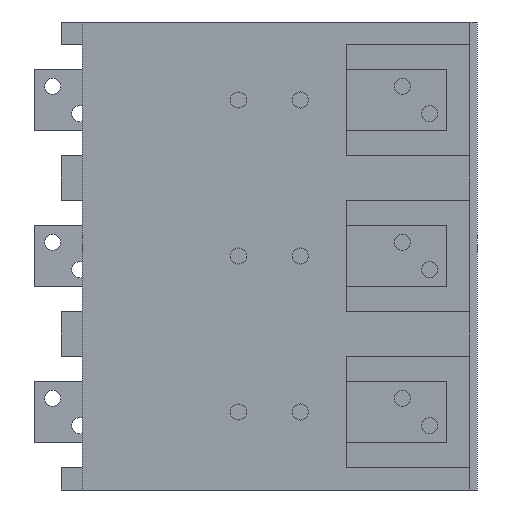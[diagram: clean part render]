
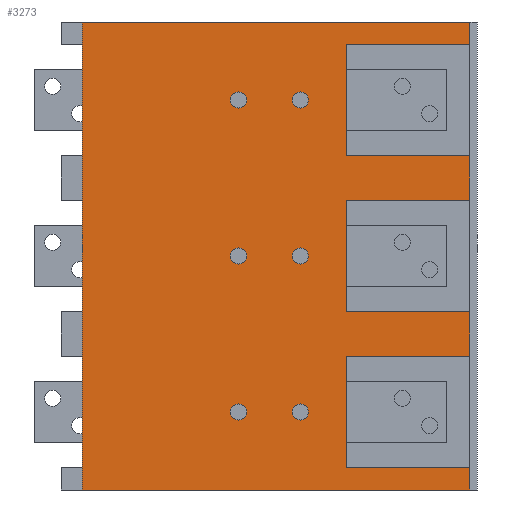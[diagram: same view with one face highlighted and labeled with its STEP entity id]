
A CAD part, front view. The second image highlights one B-rep face of the part: STEP entity #3273.
In plain terms, the highlighted planar face has unit normal (0, -1, 0).
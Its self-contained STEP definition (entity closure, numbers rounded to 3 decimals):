
#94=CARTESIAN_POINT('',(31.5,0.,63.));
#95=VERTEX_POINT('',#94);
#96=CARTESIAN_POINT('',(25.,0.,63.));
#97=DIRECTION('',(0.0,1.0,0.0));
#98=DIRECTION('',(1.0,0.0,0.0));
#99=AXIS2_PLACEMENT_3D('',#96,#97,#98);
#100=CIRCLE('',#99,6.5);
#101=EDGE_CURVE('',#95,#95,#100,.T.);
#152=CARTESIAN_POINT('',(-18.5,0.,63.));
#153=VERTEX_POINT('',#152);
#154=CARTESIAN_POINT('',(-25.,0.,63.));
#155=DIRECTION('',(0.0,1.0,0.0));
#156=DIRECTION('',(1.0,0.0,0.0));
#157=AXIS2_PLACEMENT_3D('',#154,#155,#156);
#158=CIRCLE('',#157,6.5);
#159=EDGE_CURVE('',#153,#153,#158,.T.);
#210=CARTESIAN_POINT('',(31.5,0.,315.));
#211=VERTEX_POINT('',#210);
#212=CARTESIAN_POINT('',(25.,0.,315.));
#213=DIRECTION('',(0.0,1.0,0.0));
#214=DIRECTION('',(1.0,0.0,0.0));
#215=AXIS2_PLACEMENT_3D('',#212,#213,#214);
#216=CIRCLE('',#215,6.5);
#217=EDGE_CURVE('',#211,#211,#216,.T.);
#268=CARTESIAN_POINT('',(-18.5,0.,315.));
#269=VERTEX_POINT('',#268);
#270=CARTESIAN_POINT('',(-25.,0.,315.));
#271=DIRECTION('',(0.0,1.0,0.0));
#272=DIRECTION('',(1.0,0.0,0.0));
#273=AXIS2_PLACEMENT_3D('',#270,#271,#272);
#274=CIRCLE('',#273,6.5);
#275=EDGE_CURVE('',#269,#269,#274,.T.);
#326=CARTESIAN_POINT('',(31.5,0.,189.));
#327=VERTEX_POINT('',#326);
#328=CARTESIAN_POINT('',(25.,0.,189.));
#329=DIRECTION('',(0.0,1.0,0.0));
#330=DIRECTION('',(1.0,0.0,0.0));
#331=AXIS2_PLACEMENT_3D('',#328,#329,#330);
#332=CIRCLE('',#331,6.5);
#333=EDGE_CURVE('',#327,#327,#332,.T.);
#384=CARTESIAN_POINT('',(-18.5,0.,189.));
#385=VERTEX_POINT('',#384);
#386=CARTESIAN_POINT('',(-25.,0.,189.));
#387=DIRECTION('',(0.0,1.0,0.0));
#388=DIRECTION('',(1.0,0.0,0.0));
#389=AXIS2_PLACEMENT_3D('',#386,#387,#388);
#390=CIRCLE('',#389,6.5);
#391=EDGE_CURVE('',#385,#385,#390,.T.);
#2288=CARTESIAN_POINT('',(-151.,0.,0.0));
#2289=VERTEX_POINT('',#2288);
#2296=CARTESIAN_POINT('',(-151.,0.,378.));
#2297=VERTEX_POINT('',#2296);
#2298=CARTESIAN_POINT('',(-151.,0.,0.0));
#2299=DIRECTION('',(0.0,0.0,1.0));
#2300=VECTOR('',#2299,378.);
#2301=LINE('',#2298,#2300);
#2302=EDGE_CURVE('',#2289,#2297,#2301,.T.);
#2828=CARTESIAN_POINT('',(61.886,0.,18.));
#2829=VERTEX_POINT('',#2828);
#2830=CARTESIAN_POINT('',(61.886,0.,108.0));
#2831=VERTEX_POINT('',#2830);
#2832=CARTESIAN_POINT('',(61.886,0.,18.));
#2833=DIRECTION('',(0.0,0.0,1.0));
#2834=VECTOR('',#2833,90.);
#2835=LINE('',#2832,#2834);
#2836=EDGE_CURVE('',#2829,#2831,#2835,.T.);
#2874=CARTESIAN_POINT('',(161.886,0.,108.0));
#2875=VERTEX_POINT('',#2874);
#2876=CARTESIAN_POINT('',(61.886,0.,108.0));
#2877=DIRECTION('',(1.0,0.0,0.0));
#2878=VECTOR('',#2877,100.0);
#2879=LINE('',#2876,#2878);
#2880=EDGE_CURVE('',#2831,#2875,#2879,.T.);
#2905=CARTESIAN_POINT('',(161.886,0.,18.));
#2906=VERTEX_POINT('',#2905);
#2907=CARTESIAN_POINT('',(161.886,0.,18.));
#2908=DIRECTION('',(-1.0,0.0,0.0));
#2909=VECTOR('',#2908,100.);
#2910=LINE('',#2907,#2909);
#2911=EDGE_CURVE('',#2906,#2829,#2910,.T.);
#2953=CARTESIAN_POINT('',(61.886,0.,144.0));
#2954=VERTEX_POINT('',#2953);
#2955=CARTESIAN_POINT('',(61.886,0.,234.));
#2956=VERTEX_POINT('',#2955);
#2957=CARTESIAN_POINT('',(61.886,0.,144.0));
#2958=DIRECTION('',(0.0,0.0,1.0));
#2959=VECTOR('',#2958,90.);
#2960=LINE('',#2957,#2959);
#2961=EDGE_CURVE('',#2954,#2956,#2960,.T.);
#2999=CARTESIAN_POINT('',(161.886,0.,234.));
#3000=VERTEX_POINT('',#2999);
#3001=CARTESIAN_POINT('',(61.886,0.,234.));
#3002=DIRECTION('',(1.0,0.0,0.0));
#3003=VECTOR('',#3002,100.0);
#3004=LINE('',#3001,#3003);
#3005=EDGE_CURVE('',#2956,#3000,#3004,.T.);
#3030=CARTESIAN_POINT('',(161.886,0.,144.0));
#3031=VERTEX_POINT('',#3030);
#3032=CARTESIAN_POINT('',(161.886,0.,144.0));
#3033=DIRECTION('',(-1.0,0.0,0.0));
#3034=VECTOR('',#3033,100.);
#3035=LINE('',#3032,#3034);
#3036=EDGE_CURVE('',#3031,#2954,#3035,.T.);
#3078=CARTESIAN_POINT('',(61.886,0.,270.0));
#3079=VERTEX_POINT('',#3078);
#3080=CARTESIAN_POINT('',(61.886,0.,360.0));
#3081=VERTEX_POINT('',#3080);
#3082=CARTESIAN_POINT('',(61.886,0.,270.0));
#3083=DIRECTION('',(0.0,0.0,1.0));
#3084=VECTOR('',#3083,90.0);
#3085=LINE('',#3082,#3084);
#3086=EDGE_CURVE('',#3079,#3081,#3085,.T.);
#3124=CARTESIAN_POINT('',(161.886,0.,360.0));
#3125=VERTEX_POINT('',#3124);
#3126=CARTESIAN_POINT('',(61.886,0.,360.0));
#3127=DIRECTION('',(1.0,0.0,0.0));
#3128=VECTOR('',#3127,100.0);
#3129=LINE('',#3126,#3128);
#3130=EDGE_CURVE('',#3081,#3125,#3129,.T.);
#3155=CARTESIAN_POINT('',(161.886,0.,270.0));
#3156=VERTEX_POINT('',#3155);
#3157=CARTESIAN_POINT('',(161.886,0.,270.0));
#3158=DIRECTION('',(-1.0,0.0,0.0));
#3159=VECTOR('',#3158,100.);
#3160=LINE('',#3157,#3159);
#3161=EDGE_CURVE('',#3156,#3079,#3160,.T.);
#3198=CARTESIAN_POINT('',(161.886,0.,0.0));
#3199=DIRECTION('',(0.0,-1.0,0.0));
#3200=DIRECTION('',(0.0,0.0,-1.0));
#3201=AXIS2_PLACEMENT_3D('',#3198,#3199,#3200);
#3202=PLANE('',#3201);
#3203=ORIENTED_EDGE('',*,*,#2911,.T.);
#3204=ORIENTED_EDGE('',*,*,#2836,.T.);
#3205=ORIENTED_EDGE('',*,*,#2880,.T.);
#3206=CARTESIAN_POINT('',(161.886,0.,108.0));
#3207=DIRECTION('',(0.0,0.0,1.0));
#3208=VECTOR('',#3207,36.0);
#3209=LINE('',#3206,#3208);
#3210=EDGE_CURVE('',#2875,#3031,#3209,.T.);
#3211=ORIENTED_EDGE('',*,*,#3210,.T.);
#3212=ORIENTED_EDGE('',*,*,#3036,.T.);
#3213=ORIENTED_EDGE('',*,*,#2961,.T.);
#3214=ORIENTED_EDGE('',*,*,#3005,.T.);
#3215=CARTESIAN_POINT('',(161.886,0.,234.));
#3216=DIRECTION('',(0.0,0.0,1.0));
#3217=VECTOR('',#3216,36.);
#3218=LINE('',#3215,#3217);
#3219=EDGE_CURVE('',#3000,#3156,#3218,.T.);
#3220=ORIENTED_EDGE('',*,*,#3219,.T.);
#3221=ORIENTED_EDGE('',*,*,#3161,.T.);
#3222=ORIENTED_EDGE('',*,*,#3086,.T.);
#3223=ORIENTED_EDGE('',*,*,#3130,.T.);
#3224=CARTESIAN_POINT('',(161.886,0.,378.));
#3225=VERTEX_POINT('',#3224);
#3226=CARTESIAN_POINT('',(161.886,0.,360.0));
#3227=DIRECTION('',(0.0,0.0,1.0));
#3228=VECTOR('',#3227,18.);
#3229=LINE('',#3226,#3228);
#3230=EDGE_CURVE('',#3125,#3225,#3229,.T.);
#3231=ORIENTED_EDGE('',*,*,#3230,.T.);
#3232=CARTESIAN_POINT('',(161.886,0.,378.));
#3233=DIRECTION('',(-1.0,0.0,0.0));
#3234=VECTOR('',#3233,312.886);
#3235=LINE('',#3232,#3234);
#3236=EDGE_CURVE('',#3225,#2297,#3235,.T.);
#3237=ORIENTED_EDGE('',*,*,#3236,.T.);
#3238=ORIENTED_EDGE('',*,*,#2302,.F.);
#3239=CARTESIAN_POINT('',(161.886,0.,0.0));
#3240=VERTEX_POINT('',#3239);
#3241=CARTESIAN_POINT('',(-151.,0.,0.0));
#3242=DIRECTION('',(1.0,0.0,0.0));
#3243=VECTOR('',#3242,312.886);
#3244=LINE('',#3241,#3243);
#3245=EDGE_CURVE('',#2289,#3240,#3244,.T.);
#3246=ORIENTED_EDGE('',*,*,#3245,.T.);
#3247=CARTESIAN_POINT('',(161.886,0.,0.0));
#3248=DIRECTION('',(0.0,0.0,1.0));
#3249=VECTOR('',#3248,18.);
#3250=LINE('',#3247,#3249);
#3251=EDGE_CURVE('',#3240,#2906,#3250,.T.);
#3252=ORIENTED_EDGE('',*,*,#3251,.T.);
#3253=EDGE_LOOP('',(#3203,#3204,#3205,#3211,#3212,#3213,#3214,#3220,#3221,#3222,#3223,#3231,#3237,#3238,#3246,#3252));
#3254=FACE_OUTER_BOUND('',#3253,.T.);
#3255=ORIENTED_EDGE('',*,*,#101,.T.);
#3256=EDGE_LOOP('',(#3255));
#3257=FACE_BOUND('',#3256,.T.);
#3258=ORIENTED_EDGE('',*,*,#159,.T.);
#3259=EDGE_LOOP('',(#3258));
#3260=FACE_BOUND('',#3259,.T.);
#3261=ORIENTED_EDGE('',*,*,#217,.T.);
#3262=EDGE_LOOP('',(#3261));
#3263=FACE_BOUND('',#3262,.T.);
#3264=ORIENTED_EDGE('',*,*,#275,.T.);
#3265=EDGE_LOOP('',(#3264));
#3266=FACE_BOUND('',#3265,.T.);
#3267=ORIENTED_EDGE('',*,*,#333,.T.);
#3268=EDGE_LOOP('',(#3267));
#3269=FACE_BOUND('',#3268,.T.);
#3270=ORIENTED_EDGE('',*,*,#391,.T.);
#3271=EDGE_LOOP('',(#3270));
#3272=FACE_BOUND('',#3271,.T.);
#3273=ADVANCED_FACE('',(#3254,#3257,#3260,#3263,#3266,#3269,#3272),#3202,.T.);
